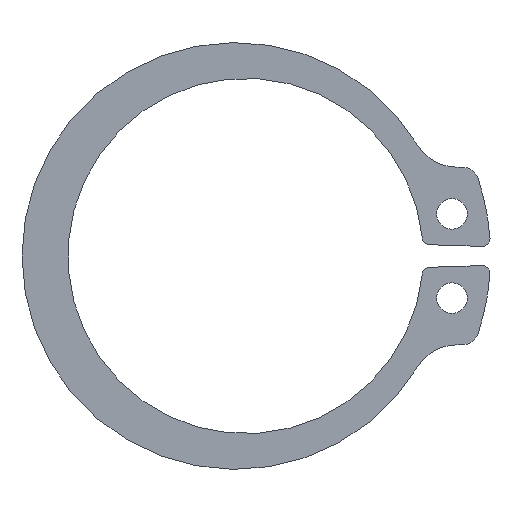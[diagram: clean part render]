
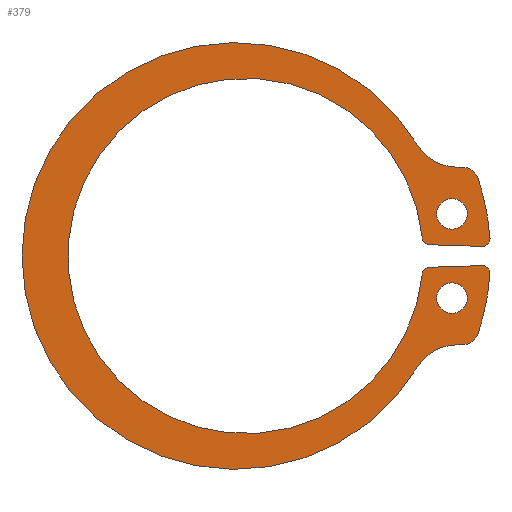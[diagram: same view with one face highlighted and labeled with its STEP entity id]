
A CAD part, left-side view. The second image highlights one B-rep face of the part: STEP entity #379.
In plain terms, the highlighted planar face has unit normal (-1, 0, 0).
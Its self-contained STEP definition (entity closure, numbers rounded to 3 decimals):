
#25=PLANE('',#440);
#28=LINE('',#574,#52);
#34=LINE('',#598,#58);
#40=LINE('',#622,#64);
#46=LINE('',#646,#70);
#52=VECTOR('',#453,1000.);
#58=VECTOR('',#479,1000.);
#64=VECTOR('',#505,1000.);
#70=VECTOR('',#531,1000.);
#160=ORIENTED_EDGE('',*,*,#227,.T.);
#161=ORIENTED_EDGE('',*,*,#178,.T.);
#162=ORIENTED_EDGE('',*,*,#182,.F.);
#163=ORIENTED_EDGE('',*,*,#185,.F.);
#164=ORIENTED_EDGE('',*,*,#188,.F.);
#165=ORIENTED_EDGE('',*,*,#191,.F.);
#166=ORIENTED_EDGE('',*,*,#194,.F.);
#167=ORIENTED_EDGE('',*,*,#197,.F.);
#168=ORIENTED_EDGE('',*,*,#200,.T.);
#169=ORIENTED_EDGE('',*,*,#203,.F.);
#170=ORIENTED_EDGE('',*,*,#206,.F.);
#171=ORIENTED_EDGE('',*,*,#209,.F.);
#172=ORIENTED_EDGE('',*,*,#212,.F.);
#173=ORIENTED_EDGE('',*,*,#215,.F.);
#174=ORIENTED_EDGE('',*,*,#218,.F.);
#175=ORIENTED_EDGE('',*,*,#221,.T.);
#176=ORIENTED_EDGE('',*,*,#224,.F.);
#177=ORIENTED_EDGE('',*,*,#229,.T.);
#178=EDGE_CURVE('',#230,#231,#266,.T.);
#182=EDGE_CURVE('',#234,#231,#28,.T.);
#185=EDGE_CURVE('',#236,#234,#268,.T.);
#188=EDGE_CURVE('',#238,#236,#270,.T.);
#191=EDGE_CURVE('',#240,#238,#272,.T.);
#194=EDGE_CURVE('',#242,#240,#34,.T.);
#197=EDGE_CURVE('',#244,#242,#274,.T.);
#200=EDGE_CURVE('',#244,#246,#276,.T.);
#203=EDGE_CURVE('',#248,#246,#278,.T.);
#206=EDGE_CURVE('',#250,#248,#40,.T.);
#209=EDGE_CURVE('',#252,#250,#280,.T.);
#212=EDGE_CURVE('',#254,#252,#282,.T.);
#215=EDGE_CURVE('',#256,#254,#284,.T.);
#218=EDGE_CURVE('',#258,#256,#46,.T.);
#221=EDGE_CURVE('',#258,#260,#286,.T.);
#224=EDGE_CURVE('',#230,#260,#288,.T.);
#227=EDGE_CURVE('',#263,#263,#291,.T.);
#229=EDGE_CURVE('',#265,#265,#293,.T.);
#230=VERTEX_POINT('',#566);
#231=VERTEX_POINT('',#567);
#234=VERTEX_POINT('',#575);
#236=VERTEX_POINT('',#581);
#238=VERTEX_POINT('',#587);
#240=VERTEX_POINT('',#593);
#242=VERTEX_POINT('',#599);
#244=VERTEX_POINT('',#605);
#246=VERTEX_POINT('',#611);
#248=VERTEX_POINT('',#617);
#250=VERTEX_POINT('',#623);
#252=VERTEX_POINT('',#629);
#254=VERTEX_POINT('',#635);
#256=VERTEX_POINT('',#641);
#258=VERTEX_POINT('',#647);
#260=VERTEX_POINT('',#653);
#263=VERTEX_POINT('',#664);
#265=VERTEX_POINT('',#669);
#266=CIRCLE('',#394,3.);
#268=CIRCLE('',#398,1.1);
#270=CIRCLE('',#401,16.);
#272=CIRCLE('',#404,0.5);
#274=CIRCLE('',#408,0.5);
#276=CIRCLE('',#411,11.6);
#278=CIRCLE('',#414,0.5);
#280=CIRCLE('',#418,0.5);
#282=CIRCLE('',#421,16.);
#284=CIRCLE('',#424,1.1);
#286=CIRCLE('',#428,3.);
#288=CIRCLE('',#431,13.934);
#291=CIRCLE('',#435,1.);
#293=CIRCLE('',#438,1.);
#317=EDGE_LOOP('',(#160));
#318=EDGE_LOOP('',(#161,#162,#163,#164,#165,#166,#167,#168,#169,#170,#171,
#172,#173,#174,#175,#176));
#319=EDGE_LOOP('',(#177));
#343=FACE_BOUND('',#317,.T.);
#344=FACE_BOUND('',#318,.T.);
#345=FACE_BOUND('',#319,.T.);
#379=ADVANCED_FACE('',(#343,#344,#345),#25,.F.);
#394=AXIS2_PLACEMENT_3D('',#565,#445,#446);
#398=AXIS2_PLACEMENT_3D('',#580,#458,#459);
#401=AXIS2_PLACEMENT_3D('',#586,#465,#466);
#404=AXIS2_PLACEMENT_3D('',#592,#472,#473);
#408=AXIS2_PLACEMENT_3D('',#604,#484,#485);
#411=AXIS2_PLACEMENT_3D('',#610,#491,#492);
#414=AXIS2_PLACEMENT_3D('',#616,#498,#499);
#418=AXIS2_PLACEMENT_3D('',#628,#510,#511);
#421=AXIS2_PLACEMENT_3D('',#634,#517,#518);
#424=AXIS2_PLACEMENT_3D('',#640,#524,#525);
#428=AXIS2_PLACEMENT_3D('',#652,#536,#537);
#431=AXIS2_PLACEMENT_3D('',#658,#543,#544);
#435=AXIS2_PLACEMENT_3D('',#663,#551,#552);
#438=AXIS2_PLACEMENT_3D('',#668,#557,#558);
#440=AXIS2_PLACEMENT_3D('',#671,#561,#562);
#445=DIRECTION('',(1.,0.,0.));
#446=DIRECTION('',(0.,0.,-1.));
#453=DIRECTION('',(0.,1.,0.));
#458=DIRECTION('',(1.,0.,0.));
#459=DIRECTION('',(0.,0.,-1.));
#465=DIRECTION('',(1.,0.,0.));
#466=DIRECTION('',(0.,0.,-1.));
#472=DIRECTION('',(1.,0.,0.));
#473=DIRECTION('',(0.,0.,-1.));
#479=DIRECTION('',(0.,-0.999,0.032));
#484=DIRECTION('',(1.,0.,0.));
#485=DIRECTION('',(0.,0.,-1.));
#491=DIRECTION('',(1.,0.,0.));
#492=DIRECTION('',(0.,0.,-1.));
#498=DIRECTION('',(1.,0.,0.));
#499=DIRECTION('',(0.,0.,-1.));
#505=DIRECTION('',(0.,0.999,0.032));
#510=DIRECTION('',(1.,0.,0.));
#511=DIRECTION('',(0.,0.,-1.));
#517=DIRECTION('',(1.,0.,0.));
#518=DIRECTION('',(0.,0.,-1.));
#524=DIRECTION('',(1.,0.,0.));
#525=DIRECTION('',(0.,0.,-1.));
#531=DIRECTION('',(0.,-1.,0.));
#536=DIRECTION('',(1.,0.,0.));
#537=DIRECTION('',(0.,0.,-1.));
#543=DIRECTION('',(1.,0.,0.));
#544=DIRECTION('',(0.,0.,-1.));
#551=DIRECTION('',(1.,0.,0.));
#552=DIRECTION('',(0.,0.,-1.));
#557=DIRECTION('',(1.,0.,0.));
#558=DIRECTION('',(0.,0.,-1.));
#561=DIRECTION('',(1.,0.,0.));
#562=DIRECTION('',(0.,0.,-1.));
#565=CARTESIAN_POINT('',(-0.6,-13.802,-8.8));
#566=CARTESIAN_POINT('',(-0.6,-11.238,-7.241));
#567=CARTESIAN_POINT('',(-0.6,-13.802,-5.8));
#574=CARTESIAN_POINT('',(-0.6,-14.139,-5.8));
#575=CARTESIAN_POINT('',(-0.6,-14.139,-5.8));
#580=CARTESIAN_POINT('',(-0.6,-14.139,-4.7));
#581=CARTESIAN_POINT('',(-0.6,-15.183,-5.047));
#586=CARTESIAN_POINT('',(-0.6,0.,0.));
#587=CARTESIAN_POINT('',(-0.6,-15.958,-1.163));
#592=CARTESIAN_POINT('',(-0.6,-15.459,-1.127));
#593=CARTESIAN_POINT('',(-0.6,-15.443,-0.627));
#598=CARTESIAN_POINT('',(-0.6,-12.021,-0.735));
#599=CARTESIAN_POINT('',(-0.6,-12.021,-0.735));
#604=CARTESIAN_POINT('',(-0.6,-12.037,-1.235));
#605=CARTESIAN_POINT('',(-0.6,-11.539,-1.184));
#610=CARTESIAN_POINT('',(-0.6,0.,0.));
#611=CARTESIAN_POINT('',(-0.6,-11.539,1.184));
#616=CARTESIAN_POINT('',(-0.6,-12.037,1.235));
#617=CARTESIAN_POINT('',(-0.6,-12.021,0.735));
#622=CARTESIAN_POINT('',(-0.6,-15.443,0.627));
#623=CARTESIAN_POINT('',(-0.6,-15.443,0.627));
#628=CARTESIAN_POINT('',(-0.6,-15.459,1.127));
#629=CARTESIAN_POINT('',(-0.6,-15.958,1.163));
#634=CARTESIAN_POINT('',(-0.6,0.,0.));
#635=CARTESIAN_POINT('',(-0.6,-15.183,5.047));
#640=CARTESIAN_POINT('',(-0.6,-14.139,4.7));
#641=CARTESIAN_POINT('',(-0.6,-14.139,5.8));
#646=CARTESIAN_POINT('',(-0.6,-13.802,5.8));
#647=CARTESIAN_POINT('',(-0.6,-13.802,5.8));
#652=CARTESIAN_POINT('',(-0.6,-13.802,8.8));
#653=CARTESIAN_POINT('',(-0.6,-11.238,7.241));
#658=CARTESIAN_POINT('',(-0.6,0.666,0.));
#663=CARTESIAN_POINT('',(-0.6,-13.472,-2.75));
#664=CARTESIAN_POINT('',(-0.6,-13.472,-3.75));
#668=CARTESIAN_POINT('',(-0.6,-13.472,2.75));
#669=CARTESIAN_POINT('',(-0.6,-13.472,1.75));
#671=CARTESIAN_POINT('',(-0.6,-13.802,-8.8));
